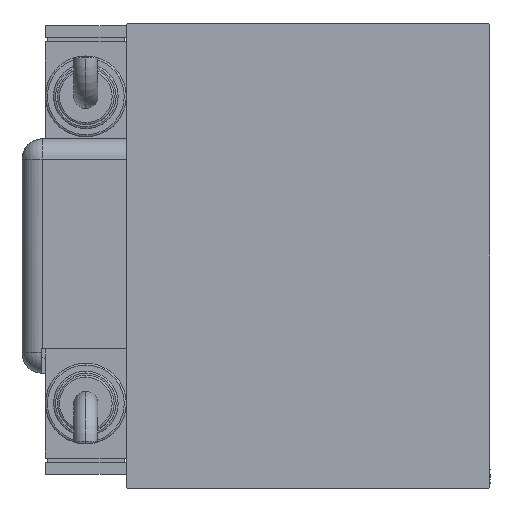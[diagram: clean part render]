
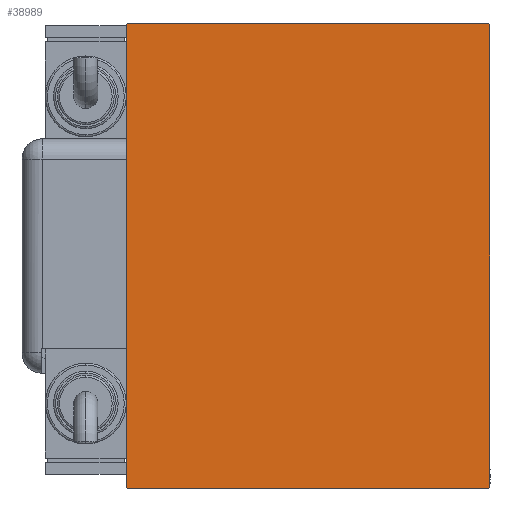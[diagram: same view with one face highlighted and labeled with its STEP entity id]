
A CAD part, left-side view. The second image highlights one B-rep face of the part: STEP entity #38989.
In plain terms, the highlighted face is planar.
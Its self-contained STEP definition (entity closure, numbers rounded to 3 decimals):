
#109 = DIRECTION ( 'NONE',  ( 0., 0., 1. ) ) ;
#310 = VECTOR ( 'NONE', #27064, 1000. ) ;
#455 = VECTOR ( 'NONE', #19339, 1000. ) ;
#589 = CARTESIAN_POINT ( 'NONE',  ( 158., -45., 57.5 ) ) ;
#5493 = LINE ( 'NONE', #5790, #26725 ) ;
#5790 = CARTESIAN_POINT ( 'NONE',  ( 158., -45., -57.5 ) ) ;
#5809 = CARTESIAN_POINT ( 'NONE',  ( 158., -44.7, -57.5 ) ) ;
#5947 = EDGE_CURVE ( 'NONE', #24400, #47585, #19385, .T. ) ;
#6088 = DIRECTION ( 'NONE',  ( 0., 1., 0. ) ) ;
#6311 = DIRECTION ( 'NONE',  ( 0., 0., -1. ) ) ;
#6904 = DIRECTION ( 'NONE',  ( 1., 0., 0. ) ) ;
#7041 = EDGE_CURVE ( 'NONE', #49044, #24400, #11318, .T. ) ;
#7604 = CARTESIAN_POINT ( 'NONE',  ( 158., 51.1, 51.1 ) ) ;
#9044 = VERTEX_POINT ( 'NONE', #42843 ) ;
#9118 = VECTOR ( 'NONE', #14765, 1000. ) ;
#9137 = CARTESIAN_POINT ( 'NONE',  ( 158., 44.7, 57.5 ) ) ;
#9588 = DIRECTION ( 'NONE',  ( 0., 0.707, -0.707 ) ) ;
#10172 = CARTESIAN_POINT ( 'NONE',  ( 158., 45., 57.2 ) ) ;
#10322 = CARTESIAN_POINT ( 'NONE',  ( 158., 0., 0. ) ) ;
#11318 = LINE ( 'NONE', #7604, #38589 ) ;
#12510 = DIRECTION ( 'NONE',  ( 0., 0.707, 0.707 ) ) ;
#12606 = CARTESIAN_POINT ( 'NONE',  ( 158., -51.1, 51.1 ) ) ;
#12761 = VECTOR ( 'NONE', #9588, 1000. ) ;
#13390 = EDGE_LOOP ( 'NONE', ( #59670, #44571, #54061, #43358, #44261, #42419, #38819, #37185 ) ) ;
#13684 = VECTOR ( 'NONE', #109, 1000. ) ;
#14753 = CARTESIAN_POINT ( 'NONE',  ( 158., 44.7, -57.5 ) ) ;
#14765 = DIRECTION ( 'NONE',  ( 0., -1., 0. ) ) ;
#15924 = DIRECTION ( 'NONE',  ( 0., -0.707, 0.707 ) ) ;
#16798 = VERTEX_POINT ( 'NONE', #59304 ) ;
#17759 = VERTEX_POINT ( 'NONE', #14753 ) ;
#17960 = CARTESIAN_POINT ( 'NONE',  ( 158., 45., -57.5 ) ) ;
#18142 = LINE ( 'NONE', #12606, #310 ) ;
#18561 = LINE ( 'NONE', #17960, #13684 ) ;
#19339 = DIRECTION ( 'NONE',  ( 0., 0., -1. ) ) ;
#19385 = LINE ( 'NONE', #38104, #9118 ) ;
#24400 = VERTEX_POINT ( 'NONE', #9137 ) ;
#25081 = FACE_OUTER_BOUND ( 'NONE', #13390, .T. ) ;
#25738 = LINE ( 'NONE', #49356, #25898 ) ;
#25898 = VECTOR ( 'NONE', #12510, 1000. ) ;
#26725 = VECTOR ( 'NONE', #6088, 1000. ) ;
#27064 = DIRECTION ( 'NONE',  ( 0., -0.707, -0.707 ) ) ;
#27652 = LINE ( 'NONE', #589, #455 ) ;
#28189 = EDGE_CURVE ( 'NONE', #47585, #16798, #18142, .T. ) ;
#28473 = VERTEX_POINT ( 'NONE', #5809 ) ;
#28548 = CARTESIAN_POINT ( 'NONE',  ( 158., -45., -57.2 ) ) ;
#32229 = EDGE_CURVE ( 'NONE', #16798, #40862, #27652, .T. ) ;
#37185 = ORIENTED_EDGE ( 'NONE', *, *, #53027, .T. ) ;
#38104 = CARTESIAN_POINT ( 'NONE',  ( 158., 45., 57.5 ) ) ;
#38589 = VECTOR ( 'NONE', #15924, 1000. ) ;
#38819 = ORIENTED_EDGE ( 'NONE', *, *, #32229, .T. ) ;
#38989 = ADVANCED_FACE ( 'NONE', ( #25081 ), #48992, .T. ) ;
#40862 = VERTEX_POINT ( 'NONE', #28548 ) ;
#42419 = ORIENTED_EDGE ( 'NONE', *, *, #28189, .T. ) ;
#42843 = CARTESIAN_POINT ( 'NONE',  ( 158., 45., -57.2 ) ) ;
#43358 = ORIENTED_EDGE ( 'NONE', *, *, #7041, .T. ) ;
#44261 = ORIENTED_EDGE ( 'NONE', *, *, #5947, .T. ) ;
#44571 = ORIENTED_EDGE ( 'NONE', *, *, #59697, .T. ) ;
#44686 = CARTESIAN_POINT ( 'NONE',  ( 158., -44.7, 57.5 ) ) ;
#46691 = AXIS2_PLACEMENT_3D ( 'NONE', #10322, #6904, #6311 ) ;
#47585 = VERTEX_POINT ( 'NONE', #44686 ) ;
#48992 = PLANE ( 'NONE',  #46691 ) ;
#49044 = VERTEX_POINT ( 'NONE', #10172 ) ;
#49356 = CARTESIAN_POINT ( 'NONE',  ( 158., 51.1, -51.1 ) ) ;
#50271 = EDGE_CURVE ( 'NONE', #9044, #49044, #18561, .T. ) ;
#51662 = CARTESIAN_POINT ( 'NONE',  ( 158., -51.1, -51.1 ) ) ;
#53027 = EDGE_CURVE ( 'NONE', #40862, #28473, #56265, .T. ) ;
#54061 = ORIENTED_EDGE ( 'NONE', *, *, #50271, .T. ) ;
#55216 = EDGE_CURVE ( 'NONE', #28473, #17759, #5493, .T. ) ;
#56265 = LINE ( 'NONE', #51662, #12761 ) ;
#59304 = CARTESIAN_POINT ( 'NONE',  ( 158., -45., 57.2 ) ) ;
#59670 = ORIENTED_EDGE ( 'NONE', *, *, #55216, .T. ) ;
#59697 = EDGE_CURVE ( 'NONE', #17759, #9044, #25738, .T. ) ;
